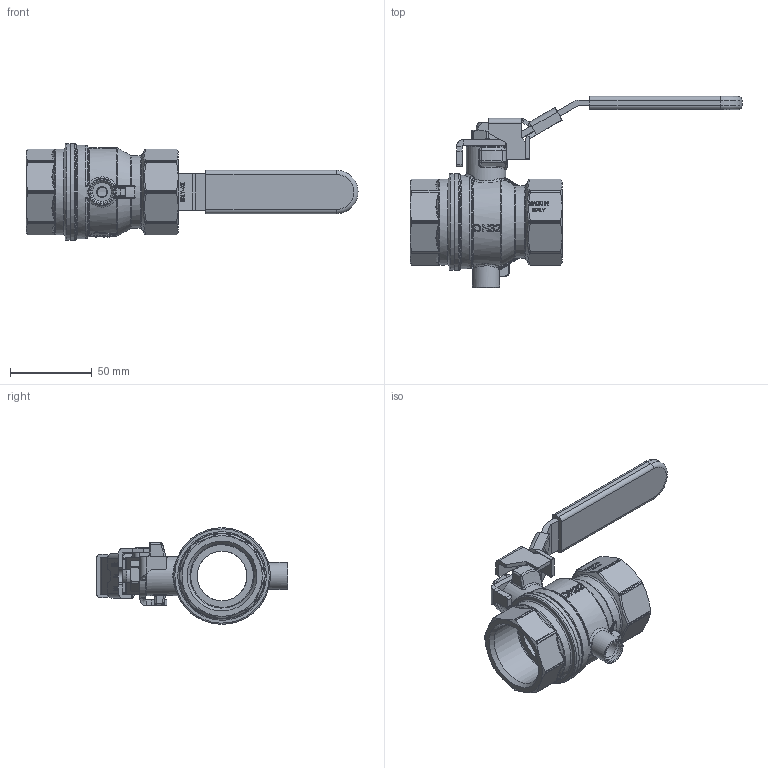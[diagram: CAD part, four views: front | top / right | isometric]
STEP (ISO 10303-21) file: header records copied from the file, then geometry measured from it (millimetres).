
FILE_DESCRIPTION(/* description */ (''),/* implementation_level */ '2;1');
FILE_NAME(/* name */ 'S93G00.stp',/* time_stamp */ '2020-07-21T10:13:58+02:00',/* author */ ('collas'),/* organization */ (''),/* preprocessor_version */ 'ST-DEVELOPER v17.2',/* originating_system */ 'Autodesk Inventor 2019',/* authorisation */ '');
FILE_SCHEMA (('AUTOMOTIVE_DESIGN { 1 0 10303 214 3 1 1 }'));
Products named in the file (12): S93G00; AV93G00; M93G00; PANOR9; PA6G09; O85G01; PBFA09; PBFI09; PBFI09_INSERTO; OBLF09; RIC_GRANDE_BLO_AZZ_NEUTRA; PDNF9S
Assembly tree (11 placements, depth 4):
  S93G00
    AV93G00
      M93G00
      PANOR9
        PA6G09
      O85G01
    PBFA09
      PBFI09
        PBFI09_INSERTO
        OBLF09
      RIC_GRANDE_BLO_AZZ_NEUTRA
    PDNF9S
Bounding box: 202.7 x 116.67 x 59 mm (x, y, z)
Volume: 165944.8 mm3; surface area: 66033.1 mm2
Topology: 7 solids, 7 shells, 1502 faces, 3895 edges, 2485 vertices
Faces by surface type: plane 763, bspline 417, cylinder 198, cone 56, torus 41, sphere 27
Full cylindrical faces by diameter (mm): 6 x1, 7.5 x1, 10.75 x1, 11.45 x1, 12.95 x1, 13.5 x1, 16.5 x1, 24 x1, 30.4 x2, 39 x1, 39.2 x1, 44.5 x1, 52 x1, 52.5 x1, 57 x1, 59 x2
Entity records: 57451 total; most frequent: CARTESIAN_POINT 22774, ORIENTED_EDGE 7740, DIRECTION 5960, EDGE_CURVE 3870, VERTEX_POINT 2485, LINE 2244, VECTOR 2244, AXIS2_PLACEMENT_3D 1858
